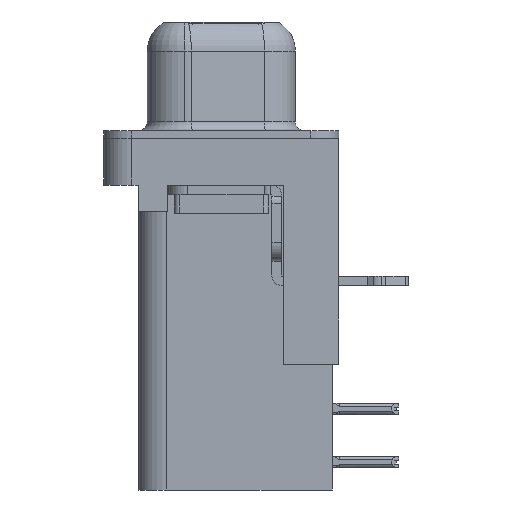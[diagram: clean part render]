
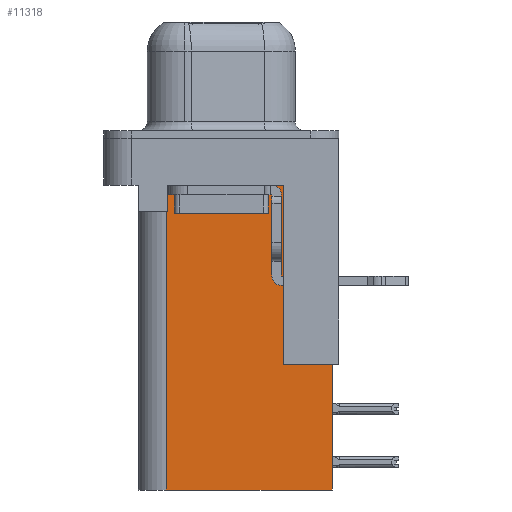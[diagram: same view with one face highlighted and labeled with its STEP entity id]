
A CAD part, left-side view. The second image highlights one B-rep face of the part: STEP entity #11318.
In plain terms, the highlighted planar face has unit normal (-1, 0, 0).
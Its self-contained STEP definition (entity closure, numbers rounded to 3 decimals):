
#154 = EDGE_CURVE ( 'NONE', #4917, #13649, #12113, .T. ) ;
#1674 = VECTOR ( 'NONE', #5964, 1000. ) ;
#1765 = VECTOR ( 'NONE', #9486, 1000. ) ;
#2322 = CARTESIAN_POINT ( 'NONE',  ( 3.79, -3.295, -18.76 ) ) ;
#2346 = LINE ( 'NONE', #7583, #1765 ) ;
#2457 = CARTESIAN_POINT ( 'NONE',  ( 3.79, -3.295, -18.76 ) ) ;
#2675 = ORIENTED_EDGE ( 'NONE', *, *, #154, .F. ) ;
#2745 = DIRECTION ( 'NONE',  ( 0., 0., -1. ) ) ;
#2806 = ORIENTED_EDGE ( 'NONE', *, *, #11175, .T. ) ;
#3201 = ORIENTED_EDGE ( 'NONE', *, *, #14312, .T. ) ;
#3211 = CARTESIAN_POINT ( 'NONE',  ( 3.79, 2.925, -18.76 ) ) ;
#3217 = ORIENTED_EDGE ( 'NONE', *, *, #14980, .F. ) ;
#4284 = ORIENTED_EDGE ( 'NONE', *, *, #24023, .F. ) ;
#4319 = DIRECTION ( 'NONE',  ( 0., 1., 0. ) ) ;
#4761 = CARTESIAN_POINT ( 'NONE',  ( 3.79, -3.295, -12.05 ) ) ;
#4917 = VERTEX_POINT ( 'NONE', #20909 ) ;
#5172 = LINE ( 'NONE', #3211, #15059 ) ;
#5539 = VERTEX_POINT ( 'NONE', #18434 ) ;
#5964 = DIRECTION ( 'NONE',  ( 0., 0., -1. ) ) ;
#6085 = ORIENTED_EDGE ( 'NONE', *, *, #17169, .T. ) ;
#6984 = VERTEX_POINT ( 'NONE', #15555 ) ;
#7092 = VERTEX_POINT ( 'NONE', #13798 ) ;
#7448 = CARTESIAN_POINT ( 'NONE',  ( 3.79, -5.925, -18.76 ) ) ;
#7583 = CARTESIAN_POINT ( 'NONE',  ( 3.79, 0., -3.9 ) ) ;
#7961 = CARTESIAN_POINT ( 'NONE',  ( 3.79, 2.895, -2.5 ) ) ;
#9486 = DIRECTION ( 'NONE',  ( 0., 1., 0. ) ) ;
#9660 = LINE ( 'NONE', #23223, #18982 ) ;
#9717 = DIRECTION ( 'NONE',  ( 0., 1., 0. ) ) ;
#10993 = DIRECTION ( 'NONE',  ( 0., 1., 0. ) ) ;
#11171 = ORIENTED_EDGE ( 'NONE', *, *, #12392, .T. ) ;
#11175 = EDGE_CURVE ( 'NONE', #4917, #21532, #12011, .T. ) ;
#11318 = ADVANCED_FACE ( 'NONE', ( #22282 ), #13371, .F. ) ;
#11482 = AXIS2_PLACEMENT_3D ( 'NONE', #17132, #20904, #9717 ) ;
#12011 = LINE ( 'NONE', #12894, #16427 ) ;
#12113 = LINE ( 'NONE', #13647, #1674 ) ;
#12279 = VECTOR ( 'NONE', #17219, 1000. ) ;
#12356 = CARTESIAN_POINT ( 'NONE',  ( 3.79, -3.295, -2.5 ) ) ;
#12392 = EDGE_CURVE ( 'NONE', #12829, #6984, #9660, .T. ) ;
#12829 = VERTEX_POINT ( 'NONE', #7961 ) ;
#12894 = CARTESIAN_POINT ( 'NONE',  ( 3.79, -6.295, -12.05 ) ) ;
#13371 = PLANE ( 'NONE',  #11482 ) ;
#13647 = CARTESIAN_POINT ( 'NONE',  ( 3.79, -5.925, -2. ) ) ;
#13649 = VERTEX_POINT ( 'NONE', #7448 ) ;
#13798 = CARTESIAN_POINT ( 'NONE',  ( 3.79, -3.295, -2.5 ) ) ;
#14049 = VECTOR ( 'NONE', #14208, 1000. ) ;
#14208 = DIRECTION ( 'NONE',  ( 0., 1., 0. ) ) ;
#14312 = EDGE_CURVE ( 'NONE', #21532, #7092, #17268, .T. ) ;
#14541 = ORIENTED_EDGE ( 'NONE', *, *, #15150, .T. ) ;
#14802 = CARTESIAN_POINT ( 'NONE',  ( 3.79, 2.925, -18.76 ) ) ;
#14980 = EDGE_CURVE ( 'NONE', #13649, #20650, #18164, .T. ) ;
#15006 = EDGE_LOOP ( 'NONE', ( #14541, #11171, #6085, #4284, #3217, #2675, #2806, #3201 ) ) ;
#15059 = VECTOR ( 'NONE', #16224, 1000. ) ;
#15150 = EDGE_CURVE ( 'NONE', #7092, #12829, #24072, .T. ) ;
#15555 = CARTESIAN_POINT ( 'NONE',  ( 3.79, 2.895, -3.9 ) ) ;
#16224 = DIRECTION ( 'NONE',  ( 0., 0., 1. ) ) ;
#16427 = VECTOR ( 'NONE', #10993, 1000. ) ;
#17132 = CARTESIAN_POINT ( 'NONE',  ( 3.79, -3.295, -18.76 ) ) ;
#17169 = EDGE_CURVE ( 'NONE', #6984, #5539, #2346, .T. ) ;
#17219 = DIRECTION ( 'NONE',  ( 0., 0., 1. ) ) ;
#17268 = LINE ( 'NONE', #2322, #12279 ) ;
#18164 = LINE ( 'NONE', #2457, #22584 ) ;
#18434 = CARTESIAN_POINT ( 'NONE',  ( 3.79, 2.925, -3.9 ) ) ;
#18982 = VECTOR ( 'NONE', #2745, 1000. ) ;
#20650 = VERTEX_POINT ( 'NONE', #14802 ) ;
#20904 = DIRECTION ( 'NONE',  ( 1., 0., 0. ) ) ;
#20909 = CARTESIAN_POINT ( 'NONE',  ( 3.79, -5.925, -12.05 ) ) ;
#21532 = VERTEX_POINT ( 'NONE', #4761 ) ;
#22282 = FACE_OUTER_BOUND ( 'NONE', #15006, .T. ) ;
#22584 = VECTOR ( 'NONE', #4319, 1000. ) ;
#23223 = CARTESIAN_POINT ( 'NONE',  ( 3.79, 2.895, -3.9 ) ) ;
#24023 = EDGE_CURVE ( 'NONE', #20650, #5539, #5172, .T. ) ;
#24072 = LINE ( 'NONE', #12356, #14049 ) ;
